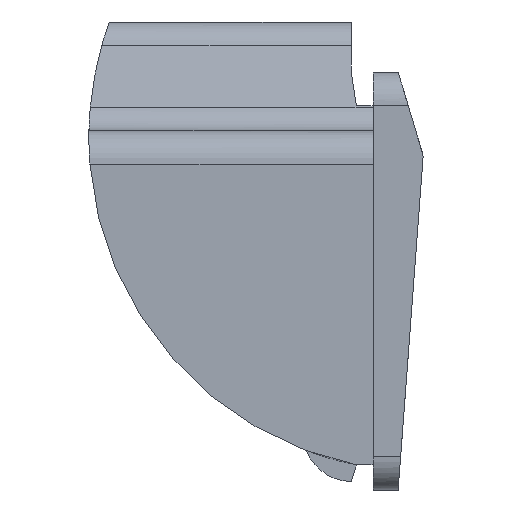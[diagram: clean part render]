
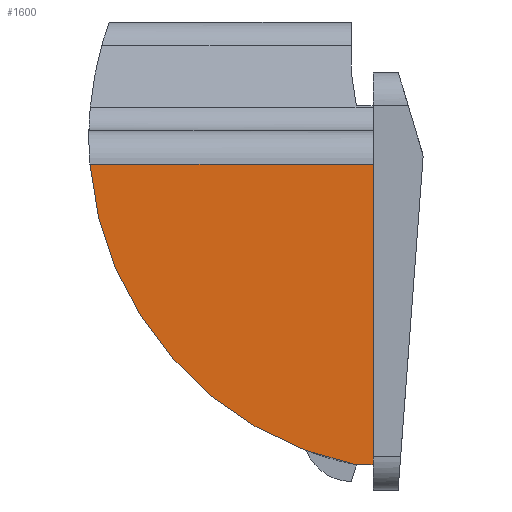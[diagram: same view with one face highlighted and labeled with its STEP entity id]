
A CAD part, left-side view. The second image highlights one B-rep face of the part: STEP entity #1600.
In plain terms, the highlighted planar face has unit normal (-1, 0, 0).
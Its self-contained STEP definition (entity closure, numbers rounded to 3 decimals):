
#274 = CIRCLE ( 'NONE', #729, 20. ) ;
#331 = CARTESIAN_POINT ( 'NONE',  ( -48.5, -3., -6.904 ) ) ;
#419 = DIRECTION ( 'NONE',  ( 0., 1., 0. ) ) ;
#431 = DIRECTION ( 'NONE',  ( 1., 0., 0. ) ) ;
#471 = CARTESIAN_POINT ( 'NONE',  ( -48.5, 0., -26.5 ) ) ;
#543 = DIRECTION ( 'NONE',  ( 0., 0., -1. ) ) ;
#597 = CARTESIAN_POINT ( 'NONE',  ( -48.5, 0., 0. ) ) ;
#713 = VERTEX_POINT ( 'NONE', #2155 ) ;
#729 = AXIS2_PLACEMENT_3D ( 'NONE', #331, #1779, #543 ) ;
#797 = FACE_OUTER_BOUND ( 'NONE', #2121, .T. ) ;
#801 = DIRECTION ( 'NONE',  ( 0., 0., 1. ) ) ;
#844 = CARTESIAN_POINT ( 'NONE',  ( -48.5, 0., -8.5 ) ) ;
#891 = LINE ( 'NONE', #2266, #2570 ) ;
#1011 = CARTESIAN_POINT ( 'NONE',  ( -48.5, 16.936, -8.5 ) ) ;
#1025 = ORIENTED_EDGE ( 'NONE', *, *, #2255, .T. ) ;
#1202 = VERTEX_POINT ( 'NONE', #2196 ) ;
#1239 = LINE ( 'NONE', #2117, #2236 ) ;
#1281 = PLANE ( 'NONE',  #1396 ) ;
#1396 = AXIS2_PLACEMENT_3D ( 'NONE', #597, #431, #419 ) ;
#1431 = ORIENTED_EDGE ( 'NONE', *, *, #2018, .T. ) ;
#1454 = DIRECTION ( 'NONE',  ( 0., 1., 0. ) ) ;
#1487 = DIRECTION ( 'NONE',  ( 0., -1., 0. ) ) ;
#1600 = ADVANCED_FACE ( 'NONE', ( #797 ), #1281, .F. ) ;
#1640 = ORIENTED_EDGE ( 'NONE', *, *, #2721, .F. ) ;
#1669 = LINE ( 'NONE', #844, #2688 ) ;
#1779 = DIRECTION ( 'NONE',  ( 1., 0., 0. ) ) ;
#1821 = VERTEX_POINT ( 'NONE', #471 ) ;
#1922 = EDGE_CURVE ( 'NONE', #1202, #1821, #1239, .T. ) ;
#2018 = EDGE_CURVE ( 'NONE', #713, #2253, #1669, .T. ) ;
#2117 = CARTESIAN_POINT ( 'NONE',  ( -48.5, 1., -26.5 ) ) ;
#2121 = EDGE_LOOP ( 'NONE', ( #1025, #1431, #1640, #2271 ) ) ;
#2155 = CARTESIAN_POINT ( 'NONE',  ( -48.5, 0., -8.5 ) ) ;
#2196 = CARTESIAN_POINT ( 'NONE',  ( -48.5, 1., -26.5 ) ) ;
#2236 = VECTOR ( 'NONE', #1487, 1000. ) ;
#2253 = VERTEX_POINT ( 'NONE', #1011 ) ;
#2255 = EDGE_CURVE ( 'NONE', #1821, #713, #891, .T. ) ;
#2266 = CARTESIAN_POINT ( 'NONE',  ( -48.5, 0., -26.5 ) ) ;
#2271 = ORIENTED_EDGE ( 'NONE', *, *, #1922, .T. ) ;
#2570 = VECTOR ( 'NONE', #801, 1000. ) ;
#2688 = VECTOR ( 'NONE', #1454, 1000. ) ;
#2721 = EDGE_CURVE ( 'NONE', #1202, #2253, #274, .T. ) ;
